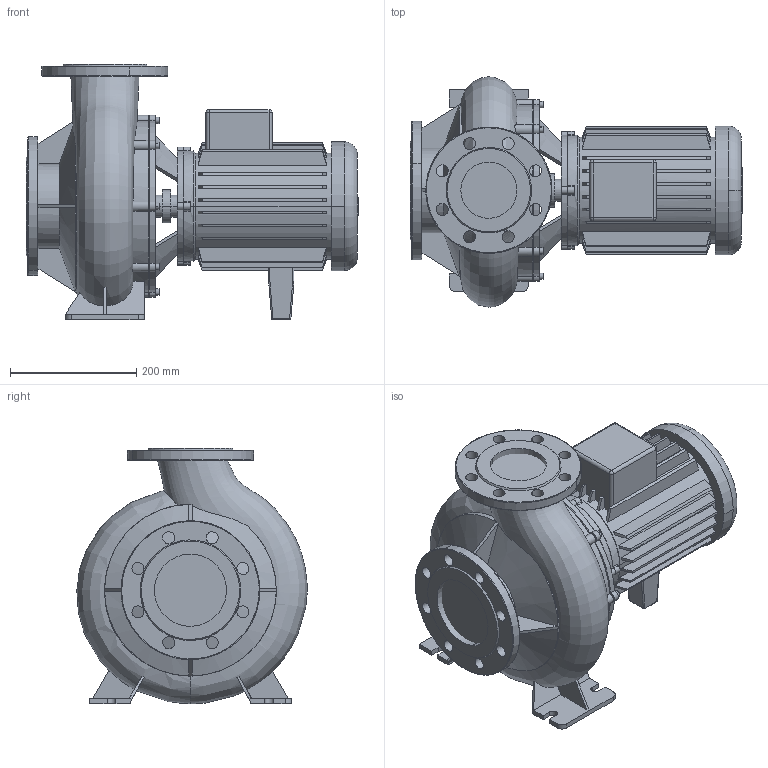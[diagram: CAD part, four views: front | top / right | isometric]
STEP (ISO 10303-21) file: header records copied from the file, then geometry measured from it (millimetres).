
FILE_DESCRIPTION((''),'2;1');
FILE_NAME('3d_BM80_175-2_2_4-2096599.stp','2011-01-26T14:46:01',(''),(''),'Mechanical Desktop 2008','Mechanical Desktop 2008',', , ');
FILE_SCHEMA(('CONFIG_CONTROL_DESIGN'));
Length unit declared in the file: millimetre
Products named in the file (1): Product
Bounding box: 526 x 364.9 x 405 mm (x, y, z)
Volume: 21653229 mm3; surface area: 1227546.1 mm2
Topology: 11 solids, 11 shells, 642 faces, 1642 edges, 1056 vertices
Faces by surface type: plane 284, bspline 178, cylinder 126, cone 44, sphere 8, torus 2
Entity records: 30047 total; most frequent: CARTESIAN_POINT 15162, ORIENTED_EDGE 3268, DIRECTION 2802, EDGE_CURVE 1634, VERTEX_POINT 1056, AXIS2_PLACEMENT_3D 954, VECTOR 894, LINE 894
